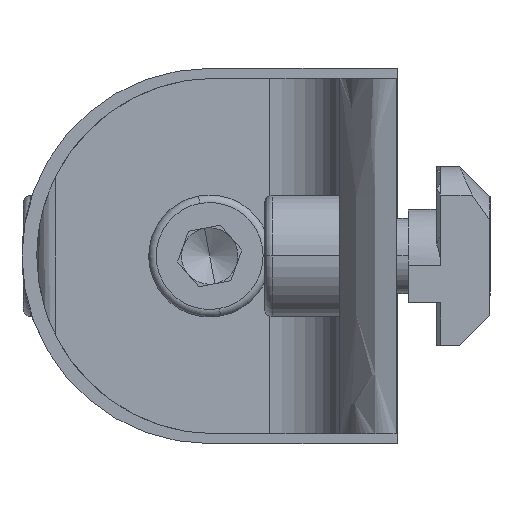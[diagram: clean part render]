
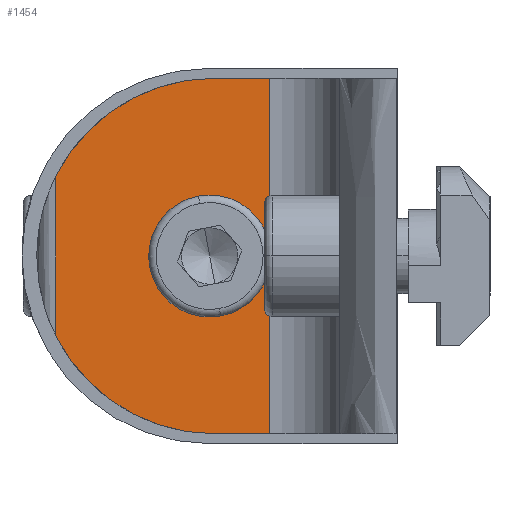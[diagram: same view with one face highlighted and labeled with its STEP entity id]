
A CAD part, left-side view. The second image highlights one B-rep face of the part: STEP entity #1454.
In plain terms, the highlighted planar face has unit normal (-1, 0, 0).
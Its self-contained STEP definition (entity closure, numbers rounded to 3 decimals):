
#158 = EDGE_CURVE ( 'NONE', #806, #2417, #2962, .T. ) ;
#169 = VERTEX_POINT ( 'NONE', #5694 ) ;
#172 = CARTESIAN_POINT ( 'NONE',  ( -6., 13.5, 37.9 ) ) ;
#451 = VERTEX_POINT ( 'NONE', #542 ) ;
#517 = EDGE_CURVE ( 'NONE', #451, #5109, #5753, .T. ) ;
#542 = CARTESIAN_POINT ( 'NONE',  ( -6., 36.3, 27.385 ) ) ;
#651 = CARTESIAN_POINT ( 'NONE',  ( -6., 15.7, 18.95 ) ) ;
#746 = CARTESIAN_POINT ( 'NONE',  ( -6., 19.875, 18.95 ) ) ;
#757 = DIRECTION ( 'NONE',  ( 0., -1., 0. ) ) ;
#806 = VERTEX_POINT ( 'NONE', #1349 ) ;
#895 = CIRCLE ( 'NONE', #3999, 4.175 ) ;
#917 = LINE ( 'NONE', #942, #1391 ) ;
#942 = CARTESIAN_POINT ( 'NONE',  ( -6., 6., 0. ) ) ;
#1166 = CARTESIAN_POINT ( 'NONE',  ( -6., 36.3, 37.9 ) ) ;
#1252 = EDGE_CURVE ( 'NONE', #806, #451, #5609, .T. ) ;
#1335 = ORIENTED_EDGE ( 'NONE', *, *, #3691, .T. ) ;
#1349 = CARTESIAN_POINT ( 'NONE',  ( -6., 19.3, 37.9 ) ) ;
#1391 = VECTOR ( 'NONE', #2762, 1000. ) ;
#1454 = ADVANCED_FACE ( 'NONE', ( #2631, #4040 ), #4934, .F. ) ;
#1602 = DIRECTION ( 'NONE',  ( 0., 1., 0. ) ) ;
#1639 = CARTESIAN_POINT ( 'NONE',  ( -6., 19.875, 18.95 ) ) ;
#1647 = DIRECTION ( 'NONE',  ( 0., 0., -1. ) ) ;
#1763 = AXIS2_PLACEMENT_3D ( 'NONE', #3463, #4818, #2121 ) ;
#1907 = EDGE_CURVE ( 'NONE', #5109, #169, #2927, .T. ) ;
#2121 = DIRECTION ( 'NONE',  ( 0., 1., 0. ) ) ;
#2219 = ORIENTED_EDGE ( 'NONE', *, *, #158, .F. ) ;
#2227 = VERTEX_POINT ( 'NONE', #4616 ) ;
#2236 = DIRECTION ( 'NONE',  ( 1., 0., 0. ) ) ;
#2321 = DIRECTION ( 'NONE',  ( -1., 0., 0. ) ) ;
#2388 = DIRECTION ( 'NONE',  ( 0., 1., 0. ) ) ;
#2417 = VERTEX_POINT ( 'NONE', #172 ) ;
#2509 = VERTEX_POINT ( 'NONE', #651 ) ;
#2631 = FACE_BOUND ( 'NONE', #5168, .T. ) ;
#2762 = DIRECTION ( 'NONE',  ( 0., -1., 0. ) ) ;
#2801 = ORIENTED_EDGE ( 'NONE', *, *, #3587, .T. ) ;
#2833 = AXIS2_PLACEMENT_3D ( 'NONE', #4481, #2236, #3116 ) ;
#2882 = DIRECTION ( 'NONE',  ( 0., 0., 1. ) ) ;
#2927 = CIRCLE ( 'NONE', #3518, 19. ) ;
#2944 = LINE ( 'NONE', #2972, #3439 ) ;
#2956 = EDGE_CURVE ( 'NONE', #2227, #2509, #5628, .T. ) ;
#2962 = LINE ( 'NONE', #5335, #4439 ) ;
#2972 = CARTESIAN_POINT ( 'NONE',  ( -6., 13.5, 37.9 ) ) ;
#3116 = DIRECTION ( 'NONE',  ( 0., 1., 0. ) ) ;
#3149 = ORIENTED_EDGE ( 'NONE', *, *, #1252, .T. ) ;
#3235 = CARTESIAN_POINT ( 'NONE',  ( -6., 19.3, 19. ) ) ;
#3323 = EDGE_LOOP ( 'NONE', ( #2219, #3149, #3918, #4464, #2801, #1335 ) ) ;
#3439 = VECTOR ( 'NONE', #2882, 1000. ) ;
#3440 = CARTESIAN_POINT ( 'NONE',  ( -6., 13.5, 0. ) ) ;
#3463 = CARTESIAN_POINT ( 'NONE',  ( -6., 19.3, 18.9 ) ) ;
#3504 = DIRECTION ( 'NONE',  ( 1., 0., 0. ) ) ;
#3518 = AXIS2_PLACEMENT_3D ( 'NONE', #3235, #2321, #2388 ) ;
#3587 = EDGE_CURVE ( 'NONE', #169, #4174, #917, .T. ) ;
#3691 = EDGE_CURVE ( 'NONE', #4174, #2417, #2944, .T. ) ;
#3918 = ORIENTED_EDGE ( 'NONE', *, *, #517, .T. ) ;
#3964 = VECTOR ( 'NONE', #1647, 1000. ) ;
#3999 = AXIS2_PLACEMENT_3D ( 'NONE', #746, #5209, #1602 ) ;
#4040 = FACE_OUTER_BOUND ( 'NONE', #3323, .T. ) ;
#4080 = ORIENTED_EDGE ( 'NONE', *, *, #2956, .T. ) ;
#4139 = EDGE_CURVE ( 'NONE', #2509, #2227, #895, .T. ) ;
#4174 = VERTEX_POINT ( 'NONE', #3440 ) ;
#4193 = CARTESIAN_POINT ( 'NONE',  ( -6., 36.3, 10.515 ) ) ;
#4439 = VECTOR ( 'NONE', #757, 1000. ) ;
#4464 = ORIENTED_EDGE ( 'NONE', *, *, #1907, .T. ) ;
#4481 = CARTESIAN_POINT ( 'NONE',  ( -6., 6., 37.9 ) ) ;
#4616 = CARTESIAN_POINT ( 'NONE',  ( -6., 24.05, 18.95 ) ) ;
#4672 = AXIS2_PLACEMENT_3D ( 'NONE', #1639, #3504, #5331 ) ;
#4696 = ORIENTED_EDGE ( 'NONE', *, *, #4139, .T. ) ;
#4818 = DIRECTION ( 'NONE',  ( -1., 0., 0. ) ) ;
#4934 = PLANE ( 'NONE',  #2833 ) ;
#5109 = VERTEX_POINT ( 'NONE', #4193 ) ;
#5168 = EDGE_LOOP ( 'NONE', ( #4080, #4696 ) ) ;
#5209 = DIRECTION ( 'NONE',  ( 1., 0., 0. ) ) ;
#5331 = DIRECTION ( 'NONE',  ( 0., 1., 0. ) ) ;
#5335 = CARTESIAN_POINT ( 'NONE',  ( -6., 6., 37.9 ) ) ;
#5609 = CIRCLE ( 'NONE', #1763, 19. ) ;
#5628 = CIRCLE ( 'NONE', #4672, 4.175 ) ;
#5694 = CARTESIAN_POINT ( 'NONE',  ( -6., 19.3, 0. ) ) ;
#5753 = LINE ( 'NONE', #1166, #3964 ) ;
